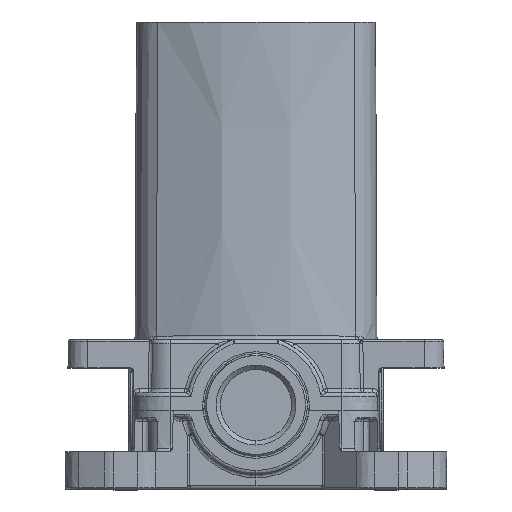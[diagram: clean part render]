
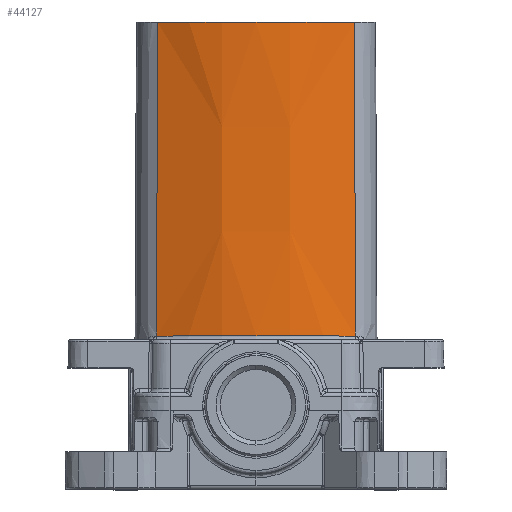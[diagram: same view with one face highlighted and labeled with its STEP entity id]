
A CAD part, top view. The second image highlights one B-rep face of the part: STEP entity #44127.
In plain terms, the highlighted conical face has half-angle 0.25 degrees and reference radius 60 mm.
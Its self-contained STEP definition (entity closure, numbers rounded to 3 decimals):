
#22627=CARTESIAN_POINT('Vertex',(-26.561,18.496,78.209)) ;
#22630=CARTESIAN_POINT('Line Origine',(-4823.84,-2498727.793,9868.995)) ;
#22634=CARTESIAN_POINT('Vertex',(-26.4,102.5,77.88)) ;
#25812=CARTESIAN_POINT('Axis2P3D Location',(0.,102.5,24.)) ;
#29510=CARTESIAN_POINT('Vertex',(26.4,102.5,77.88)) ;
#29513=CARTESIAN_POINT('Line Origine',(4823.84,-2498727.793,9868.995)) ;
#29517=CARTESIAN_POINT('Vertex',(26.561,18.496,78.209)) ;
#43689=CARTESIAN_POINT('Axis2P3D Location',(0.,18.496,24.)) ;
#44108=CARTESIAN_POINT('Axis2P3D Location',(0.,102.5,24.)) ;
#44112=CARTESIAN_POINT('Vertex',(0.,102.5,84.)) ;
#44115=CARTESIAN_POINT('Axis2P3D Location',(0.,102.5,24.)) ;
#22632=VECTOR('Line Direction',#22631,1.) ;
#29515=VECTOR('Line Direction',#29514,1.) ;
#22631=DIRECTION('Vector Direction',(-0.002,-1.,0.004)) ;
#25813=DIRECTION('Axis2P3D Direction',(-0.,-1.,-0.)) ;
#25814=DIRECTION('Axis2P3D XDirection',(-0.572,0.,-0.82)) ;
#29514=DIRECTION('Vector Direction',(0.002,-1.,0.004)) ;
#43690=DIRECTION('Axis2P3D Direction',(0.,1.,0.)) ;
#44109=DIRECTION('Axis2P3D Direction',(0.,-1.,-0.)) ;
#44116=DIRECTION('Axis2P3D Direction',(0.,-1.,-0.)) ;
#25815=AXIS2_PLACEMENT_3D('Cone Axis2P3D',#25812,#25813,#25814) ;
#43691=AXIS2_PLACEMENT_3D('Circle Axis2P3D',#43689,#43690,$) ;
#44110=AXIS2_PLACEMENT_3D('Circle Axis2P3D',#44108,#44109,$) ;
#44117=AXIS2_PLACEMENT_3D('Circle Axis2P3D',#44115,#44116,$) ;
#22633=LINE('Line',#22630,#22632) ;
#29516=LINE('Line',#29513,#29515) ;
#43692=CIRCLE('generated circle',#43691,60.367) ;
#44111=CIRCLE('generated circle',#44110,60.) ;
#44118=CIRCLE('generated circle',#44117,60.) ;
#25816=CONICAL_SURFACE('Cone',#25815,60.,0.004) ;
#22636=EDGE_CURVE('',#22628,#22635,#22633,.F.) ;
#29519=EDGE_CURVE('',#29518,#29511,#29516,.F.) ;
#43693=EDGE_CURVE('',#29518,#22628,#43692,.F.) ;
#44114=EDGE_CURVE('',#44113,#29511,#44111,.F.) ;
#44119=EDGE_CURVE('',#44113,#22635,#44118,.T.) ;
#44121=ORIENTED_EDGE('',*,*,#43693,.F.) ;
#44122=ORIENTED_EDGE('',*,*,#29519,.T.) ;
#44123=ORIENTED_EDGE('',*,*,#44114,.F.) ;
#44124=ORIENTED_EDGE('',*,*,#44119,.T.) ;
#44125=ORIENTED_EDGE('',*,*,#22636,.F.) ;
#44120=EDGE_LOOP('',(#44121,#44122,#44123,#44124,#44125)) ;
#22628=VERTEX_POINT('',#22627) ;
#22635=VERTEX_POINT('',#22634) ;
#29511=VERTEX_POINT('',#29510) ;
#29518=VERTEX_POINT('',#29517) ;
#44113=VERTEX_POINT('',#44112) ;
#44127=ADVANCED_FACE('PR.0518.39.1\\P53015.1\\PartBody',(#44126),#25816,.T.) ;
#44126=FACE_OUTER_BOUND('',#44120,.T.) ;
